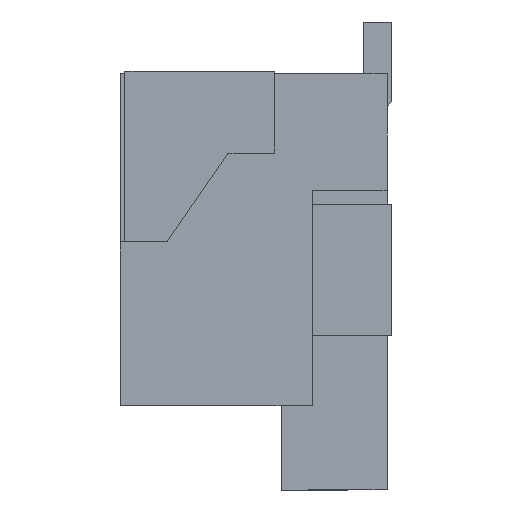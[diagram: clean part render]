
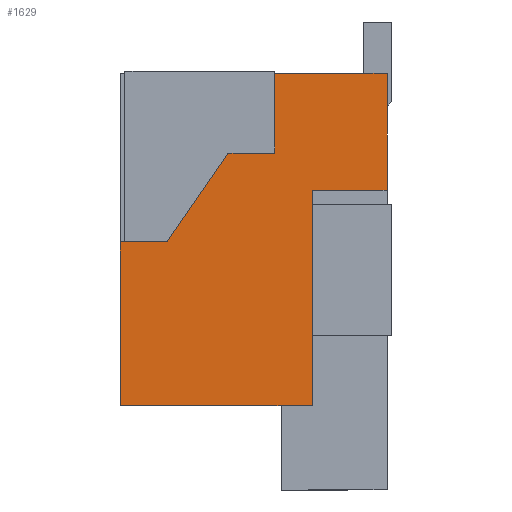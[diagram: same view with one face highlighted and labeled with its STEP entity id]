
A CAD part, left-side view. The second image highlights one B-rep face of the part: STEP entity #1629.
In plain terms, the highlighted planar face has unit normal (-1, 0, 0).
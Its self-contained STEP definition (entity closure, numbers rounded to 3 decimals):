
#60 = VERTEX_POINT ( 'NONE', #1114 ) ;
#131 = VECTOR ( 'NONE', #1565, 1000. ) ;
#271 = DIRECTION ( 'NONE',  ( 0., 0.825, 0.565 ) ) ;
#276 = ORIENTED_EDGE ( 'NONE', *, *, #1917, .T. ) ;
#292 = VECTOR ( 'NONE', #1886, 1000. ) ;
#389 = CARTESIAN_POINT ( 'NONE',  ( -4., -1.95, 0. ) ) ;
#505 = ORIENTED_EDGE ( 'NONE', *, *, #1100, .T. ) ;
#507 = DIRECTION ( 'NONE',  ( 0., -1., 0. ) ) ;
#611 = VERTEX_POINT ( 'NONE', #1436 ) ;
#652 = EDGE_CURVE ( 'NONE', #1519, #2524, #1476, .T. ) ;
#737 = CARTESIAN_POINT ( 'NONE',  ( -4., -0.85, 0. ) ) ;
#765 = LINE ( 'NONE', #1936, #2565 ) ;
#785 = CARTESIAN_POINT ( 'NONE',  ( -4., -1.95, 1.6 ) ) ;
#844 = DIRECTION ( 'NONE',  ( 0., 0., 1. ) ) ;
#864 = CARTESIAN_POINT ( 'NONE',  ( -4., -4.45, 0. ) ) ;
#887 = PLANE ( 'NONE',  #1289 ) ;
#916 = VERTEX_POINT ( 'NONE', #1542 ) ;
#920 = LINE ( 'NONE', #1159, #292 ) ;
#948 = VECTOR ( 'NONE', #507, 1000. ) ;
#972 = DIRECTION ( 'NONE',  ( 0., 0., 1. ) ) ;
#989 = VERTEX_POINT ( 'NONE', #389 ) ;
#992 = LINE ( 'NONE', #2792, #1438 ) ;
#1011 = CARTESIAN_POINT ( 'NONE',  ( -4., -2.75, 2.4 ) ) ;
#1100 = EDGE_CURVE ( 'NONE', #611, #2601, #992, .T. ) ;
#1114 = CARTESIAN_POINT ( 'NONE',  ( -4., 2.65, 1.6 ) ) ;
#1116 = DIRECTION ( 'NONE',  ( 0., 0., 1. ) ) ;
#1142 = VECTOR ( 'NONE', #2754, 1000. ) ;
#1159 = CARTESIAN_POINT ( 'NONE',  ( -4., -1.95, 0. ) ) ;
#1260 = EDGE_LOOP ( 'NONE', ( #2470, #1797, #1488, #505, #2460, #2384, #2236, #276, #1775, #1420 ) ) ;
#1289 = AXIS2_PLACEMENT_3D ( 'NONE', #864, #2544, #1116 ) ;
#1309 = LINE ( 'NONE', #737, #1393 ) ;
#1314 = LINE ( 'NONE', #2145, #1439 ) ;
#1329 = VECTOR ( 'NONE', #271, 1000. ) ;
#1333 = VERTEX_POINT ( 'NONE', #785 ) ;
#1393 = VECTOR ( 'NONE', #972, 1000. ) ;
#1404 = FACE_OUTER_BOUND ( 'NONE', #1260, .T. ) ;
#1420 = ORIENTED_EDGE ( 'NONE', *, *, #2739, .T. ) ;
#1428 = VERTEX_POINT ( 'NONE', #2970 ) ;
#1436 = CARTESIAN_POINT ( 'NONE',  ( -4., -4.45, 2.4 ) ) ;
#1438 = VECTOR ( 'NONE', #2297, 1000. ) ;
#1439 = VECTOR ( 'NONE', #1664, 1000. ) ;
#1476 = LINE ( 'NONE', #2129, #1329 ) ;
#1479 = DIRECTION ( 'NONE',  ( 0., 0., -1. ) ) ;
#1488 = ORIENTED_EDGE ( 'NONE', *, *, #2219, .T. ) ;
#1519 = VERTEX_POINT ( 'NONE', #2304 ) ;
#1542 = CARTESIAN_POINT ( 'NONE',  ( -4., 2.65, 5.7 ) ) ;
#1565 = DIRECTION ( 'NONE',  ( 0., -1., 0. ) ) ;
#1629 = ADVANCED_FACE ( 'NONE', ( #1404 ), #887, .T. ) ;
#1664 = DIRECTION ( 'NONE',  ( 0., 1., 0. ) ) ;
#1738 = EDGE_CURVE ( 'NONE', #1333, #989, #920, .T. ) ;
#1775 = ORIENTED_EDGE ( 'NONE', *, *, #2712, .T. ) ;
#1797 = ORIENTED_EDGE ( 'NONE', *, *, #3015, .T. ) ;
#1798 = CARTESIAN_POINT ( 'NONE',  ( -4., -4.45, 5.7 ) ) ;
#1886 = DIRECTION ( 'NONE',  ( 0., 0., -1. ) ) ;
#1917 = EDGE_CURVE ( 'NONE', #2000, #916, #1314, .T. ) ;
#1936 = CARTESIAN_POINT ( 'NONE',  ( -4., 2.65, 0. ) ) ;
#1945 = CARTESIAN_POINT ( 'NONE',  ( -4., -4.45, 1.6 ) ) ;
#2000 = VERTEX_POINT ( 'NONE', #2920 ) ;
#2129 = CARTESIAN_POINT ( 'NONE',  ( -4., -2.75, 3.4 ) ) ;
#2145 = CARTESIAN_POINT ( 'NONE',  ( -4., -4.45, 5.7 ) ) ;
#2161 = LINE ( 'NONE', #1945, #948 ) ;
#2219 = EDGE_CURVE ( 'NONE', #1428, #611, #2388, .T. ) ;
#2236 = ORIENTED_EDGE ( 'NONE', *, *, #2567, .T. ) ;
#2246 = CARTESIAN_POINT ( 'NONE',  ( -4., -4.45, 0. ) ) ;
#2272 = CARTESIAN_POINT ( 'NONE',  ( -4., -2.75, 0. ) ) ;
#2297 = DIRECTION ( 'NONE',  ( 0., 1., 0. ) ) ;
#2304 = CARTESIAN_POINT ( 'NONE',  ( -4., -2.75, 3.4 ) ) ;
#2345 = VECTOR ( 'NONE', #844, 1000. ) ;
#2384 = ORIENTED_EDGE ( 'NONE', *, *, #652, .T. ) ;
#2388 = LINE ( 'NONE', #1798, #1142 ) ;
#2408 = EDGE_CURVE ( 'NONE', #2601, #1519, #2902, .T. ) ;
#2460 = ORIENTED_EDGE ( 'NONE', *, *, #2408, .T. ) ;
#2470 = ORIENTED_EDGE ( 'NONE', *, *, #1738, .T. ) ;
#2524 = VERTEX_POINT ( 'NONE', #2767 ) ;
#2544 = DIRECTION ( 'NONE',  ( -1., 0., 0. ) ) ;
#2565 = VECTOR ( 'NONE', #1479, 1000. ) ;
#2567 = EDGE_CURVE ( 'NONE', #2524, #2000, #1309, .T. ) ;
#2601 = VERTEX_POINT ( 'NONE', #1011 ) ;
#2707 = LINE ( 'NONE', #2246, #131 ) ;
#2712 = EDGE_CURVE ( 'NONE', #916, #60, #765, .T. ) ;
#2739 = EDGE_CURVE ( 'NONE', #60, #1333, #2161, .T. ) ;
#2754 = DIRECTION ( 'NONE',  ( 0., 0., 1. ) ) ;
#2767 = CARTESIAN_POINT ( 'NONE',  ( -4., -0.85, 4.7 ) ) ;
#2792 = CARTESIAN_POINT ( 'NONE',  ( -4., -4.45, 2.4 ) ) ;
#2902 = LINE ( 'NONE', #2272, #2345 ) ;
#2920 = CARTESIAN_POINT ( 'NONE',  ( -4., -0.85, 5.7 ) ) ;
#2970 = CARTESIAN_POINT ( 'NONE',  ( -4., -4.45, 0. ) ) ;
#3015 = EDGE_CURVE ( 'NONE', #989, #1428, #2707, .T. ) ;
